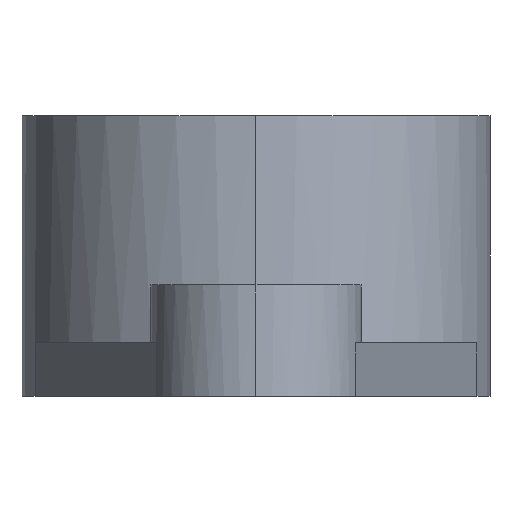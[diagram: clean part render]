
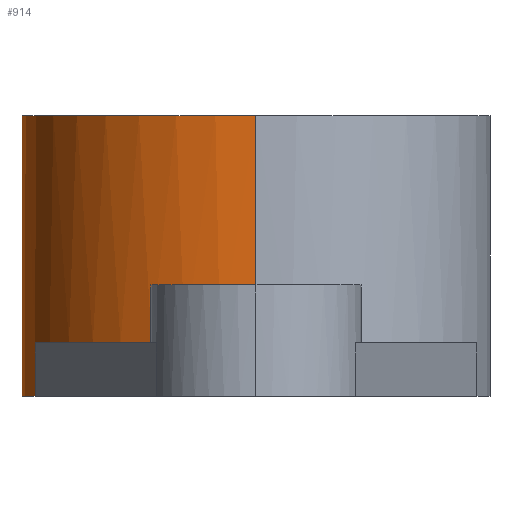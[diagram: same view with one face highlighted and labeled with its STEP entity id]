
A CAD part, left-side view. The second image highlights one B-rep face of the part: STEP entity #914.
In plain terms, the highlighted cylindrical face has radius 52.5 mm (diameter 105 mm), a partial arc.
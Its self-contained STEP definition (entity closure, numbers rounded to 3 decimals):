
#4 = ORIENTED_EDGE ( 'NONE', *, *, #498, .T. ) ;
#7 = CIRCLE ( 'NONE', #697, 52.5 ) ;
#13 = CARTESIAN_POINT ( 'NONE',  ( 17.301, 49.567, 12. ) ) ;
#21 = CARTESIAN_POINT ( 'NONE',  ( 0., 0., 12. ) ) ;
#22 = VERTEX_POINT ( 'NONE', #1272 ) ;
#23 = CARTESIAN_POINT ( 'NONE',  ( 0., 0., 12. ) ) ;
#43 = CARTESIAN_POINT ( 'NONE',  ( 0., 0., 12. ) ) ;
#75 = CARTESIAN_POINT ( 'NONE',  ( -17.301, 49.567, 12. ) ) ;
#82 = EDGE_CURVE ( 'NONE', #265, #535, #103, .T. ) ;
#97 = ORIENTED_EDGE ( 'NONE', *, *, #82, .F. ) ;
#103 = LINE ( 'NONE', #1027, #411 ) ;
#114 = DIRECTION ( 'NONE',  ( 0., 0., 1. ) ) ;
#129 = CARTESIAN_POINT ( 'NONE',  ( 17.301, 49.567, 12. ) ) ;
#132 = VECTOR ( 'NONE', #357, 1000. ) ;
#190 = ORIENTED_EDGE ( 'NONE', *, *, #488, .T. ) ;
#200 = CARTESIAN_POINT ( 'NONE',  ( 0., 0., 63. ) ) ;
#211 = CARTESIAN_POINT ( 'NONE',  ( 52.5, 0., 63. ) ) ;
#222 = DIRECTION ( 'NONE',  ( 0., 0., 1. ) ) ;
#232 = CIRCLE ( 'NONE', #557, 52.5 ) ;
#244 = VERTEX_POINT ( 'NONE', #1382 ) ;
#261 = DIRECTION ( 'NONE',  ( 1., 0., 0. ) ) ;
#265 = VERTEX_POINT ( 'NONE', #690 ) ;
#267 = EDGE_CURVE ( 'NONE', #1102, #265, #775, .T. ) ;
#272 = LINE ( 'NONE', #75, #1507 ) ;
#319 = DIRECTION ( 'NONE',  ( 0., 0., -1. ) ) ;
#357 = DIRECTION ( 'NONE',  ( 0., 0., -1. ) ) ;
#376 = ORIENTED_EDGE ( 'NONE', *, *, #267, .F. ) ;
#386 = DIRECTION ( 'NONE',  ( 0., 0., -1. ) ) ;
#411 = VECTOR ( 'NONE', #1508, 1000. ) ;
#428 = ORIENTED_EDGE ( 'NONE', *, *, #1522, .F. ) ;
#488 = EDGE_CURVE ( 'NONE', #568, #535, #7, .T. ) ;
#498 = EDGE_CURVE ( 'NONE', #1163, #559, #845, .T. ) ;
#535 = VERTEX_POINT ( 'NONE', #1298 ) ;
#555 = VECTOR ( 'NONE', #1188, 1000. ) ;
#557 = AXIS2_PLACEMENT_3D ( 'NONE', #43, #1470, #1235 ) ;
#559 = VERTEX_POINT ( 'NONE', #1527 ) ;
#568 = VERTEX_POINT ( 'NONE', #1534 ) ;
#642 = EDGE_LOOP ( 'NONE', ( #376, #1449, #1437, #4, #855, #428, #190, #97 ) ) ;
#690 = CARTESIAN_POINT ( 'NONE',  ( -52.5, 0., 63. ) ) ;
#693 = EDGE_CURVE ( 'NONE', #1102, #244, #1435, .T. ) ;
#697 = AXIS2_PLACEMENT_3D ( 'NONE', #21, #114, #953 ) ;
#740 = CYLINDRICAL_SURFACE ( 'NONE', #1270, 52.5 ) ;
#775 = CIRCLE ( 'NONE', #1292, 52.5 ) ;
#845 = LINE ( 'NONE', #129, #555 ) ;
#855 = ORIENTED_EDGE ( 'NONE', *, *, #899, .T. ) ;
#899 = EDGE_CURVE ( 'NONE', #559, #22, #1169, .T. ) ;
#914 = ADVANCED_FACE ( 'NONE', ( #1340 ), #740, .T. ) ;
#953 = DIRECTION ( 'NONE',  ( 1., 0., 0. ) ) ;
#963 = DIRECTION ( 'NONE',  ( -1., 0., 0. ) ) ;
#987 = EDGE_CURVE ( 'NONE', #244, #1163, #232, .T. ) ;
#1027 = CARTESIAN_POINT ( 'NONE',  ( -52.5, 0., 12. ) ) ;
#1068 = AXIS2_PLACEMENT_3D ( 'NONE', #1332, #1464, #261 ) ;
#1102 = VERTEX_POINT ( 'NONE', #211 ) ;
#1163 = VERTEX_POINT ( 'NONE', #13 ) ;
#1169 = CIRCLE ( 'NONE', #1068, 52.5 ) ;
#1188 = DIRECTION ( 'NONE',  ( 0., 0., -1. ) ) ;
#1235 = DIRECTION ( 'NONE',  ( 1., 0., 0. ) ) ;
#1270 = AXIS2_PLACEMENT_3D ( 'NONE', #23, #386, #963 ) ;
#1272 = CARTESIAN_POINT ( 'NONE',  ( -17.301, 49.567, 0. ) ) ;
#1292 = AXIS2_PLACEMENT_3D ( 'NONE', #200, #222, #1377 ) ;
#1298 = CARTESIAN_POINT ( 'NONE',  ( -52.5, 0., 12. ) ) ;
#1332 = CARTESIAN_POINT ( 'NONE',  ( 0., 0., 0. ) ) ;
#1340 = FACE_OUTER_BOUND ( 'NONE', #642, .T. ) ;
#1377 = DIRECTION ( 'NONE',  ( 1., 0., 0. ) ) ;
#1382 = CARTESIAN_POINT ( 'NONE',  ( 52.5, 0., 12. ) ) ;
#1428 = CARTESIAN_POINT ( 'NONE',  ( 52.5, 0., 12. ) ) ;
#1435 = LINE ( 'NONE', #1428, #132 ) ;
#1437 = ORIENTED_EDGE ( 'NONE', *, *, #987, .T. ) ;
#1449 = ORIENTED_EDGE ( 'NONE', *, *, #693, .T. ) ;
#1464 = DIRECTION ( 'NONE',  ( 0., 0., 1. ) ) ;
#1470 = DIRECTION ( 'NONE',  ( 0., 0., 1. ) ) ;
#1507 = VECTOR ( 'NONE', #319, 1000. ) ;
#1508 = DIRECTION ( 'NONE',  ( 0., 0., -1. ) ) ;
#1522 = EDGE_CURVE ( 'NONE', #568, #22, #272, .T. ) ;
#1527 = CARTESIAN_POINT ( 'NONE',  ( 17.301, 49.567, 0. ) ) ;
#1534 = CARTESIAN_POINT ( 'NONE',  ( -17.301, 49.567, 12. ) ) ;
